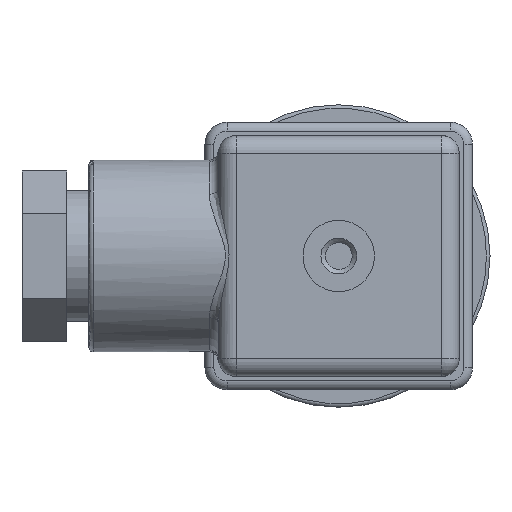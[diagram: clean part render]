
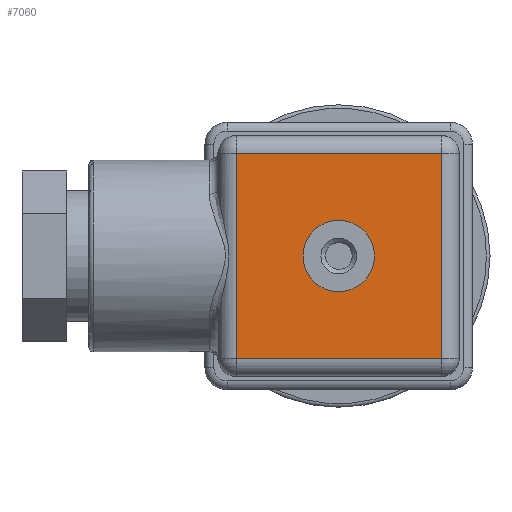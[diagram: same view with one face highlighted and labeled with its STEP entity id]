
A CAD part, front view. The second image highlights one B-rep face of the part: STEP entity #7060.
In plain terms, the highlighted planar face has unit normal (0, -1, 0).
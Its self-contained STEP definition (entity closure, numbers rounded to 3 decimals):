
#238=CIRCLE('',#7426,4.);
#835=ORIENTED_EDGE('',*,*,#1987,.T.);
#836=ORIENTED_EDGE('',*,*,#2002,.T.);
#837=ORIENTED_EDGE('',*,*,#2003,.T.);
#838=ORIENTED_EDGE('',*,*,#2004,.T.);
#839=ORIENTED_EDGE('',*,*,#2000,.T.);
#1987=EDGE_CURVE('',#2609,#2609,#238,.T.);
#2000=EDGE_CURVE('',#2619,#2618,#3073,.T.);
#2002=EDGE_CURVE('',#2618,#2620,#3074,.T.);
#2003=EDGE_CURVE('',#2620,#2621,#3075,.T.);
#2004=EDGE_CURVE('',#2621,#2619,#3076,.T.);
#2609=VERTEX_POINT('',#9869);
#2618=VERTEX_POINT('',#9902);
#2619=VERTEX_POINT('',#9904);
#2620=VERTEX_POINT('',#9908);
#2621=VERTEX_POINT('',#9910);
#3073=LINE('',#9903,#3446);
#3074=LINE('',#9907,#3447);
#3075=LINE('',#9909,#3448);
#3076=LINE('',#9911,#3449);
#3446=VECTOR('',#8307,1000.);
#3447=VECTOR('',#8312,1000.);
#3448=VECTOR('',#8313,1000.);
#3449=VECTOR('',#8314,1000.);
#3797=EDGE_LOOP('',(#835));
#3798=EDGE_LOOP('',(#836,#837,#838,#839));
#4236=FACE_BOUND('',#3797,.T.);
#4237=FACE_BOUND('',#3798,.T.);
#4618=PLANE('',#7440);
#7060=ADVANCED_FACE('',(#4236,#4237),#4618,.T.);
#7426=AXIS2_PLACEMENT_3D('',#9868,#8279,#8280);
#7440=AXIS2_PLACEMENT_3D('',#9906,#8310,#8311);
#8279=DIRECTION('',(0.,1.,0.));
#8280=DIRECTION('',(0.,0.,1.));
#8307=DIRECTION('',(0.,0.,-1.));
#8310=DIRECTION('',(0.,-1.,0.));
#8311=DIRECTION('',(0.,0.,1.));
#8312=DIRECTION('',(1.,0.,0.));
#8313=DIRECTION('',(0.,0.,1.));
#8314=DIRECTION('',(-1.,0.,0.));
#9868=CARTESIAN_POINT('',(0.,-85.6,0.));
#9869=CARTESIAN_POINT('',(0.,-85.6,4.));
#9902=CARTESIAN_POINT('',(-11.5,-85.6,-11.5));
#9903=CARTESIAN_POINT('',(-11.5,-85.6,-13.5));
#9904=CARTESIAN_POINT('',(-11.5,-85.6,11.5));
#9906=CARTESIAN_POINT('',(0.,-85.6,0.));
#9907=CARTESIAN_POINT('',(13.5,-85.6,-11.5));
#9908=CARTESIAN_POINT('',(11.5,-85.6,-11.5));
#9909=CARTESIAN_POINT('',(11.5,-85.6,13.5));
#9910=CARTESIAN_POINT('',(11.5,-85.6,11.5));
#9911=CARTESIAN_POINT('',(-13.5,-85.6,11.5));
